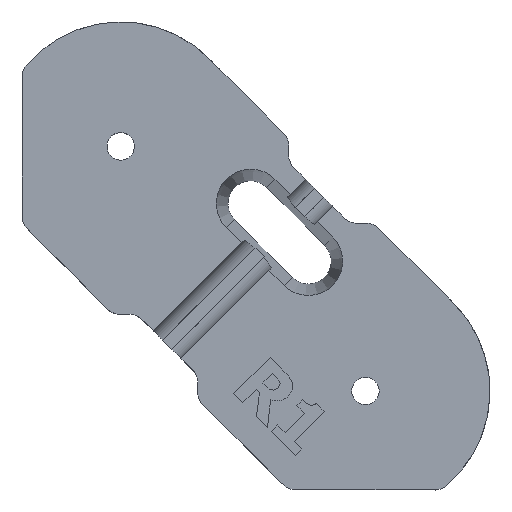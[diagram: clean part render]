
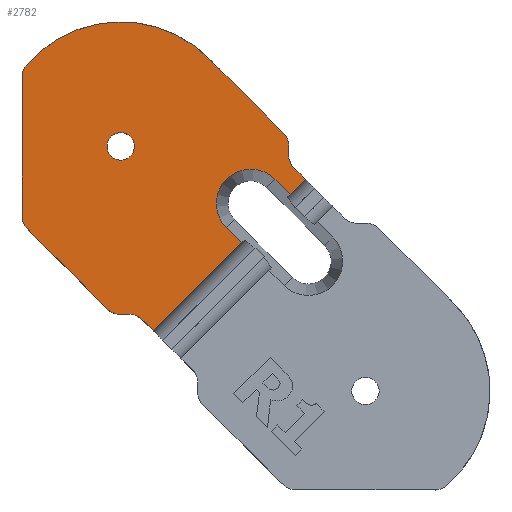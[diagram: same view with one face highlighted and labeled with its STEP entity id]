
A CAD part, top view. The second image highlights one B-rep face of the part: STEP entity #2782.
In plain terms, the highlighted planar face has unit normal (0, 0, 1).
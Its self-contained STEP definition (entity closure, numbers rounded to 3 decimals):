
#67=FACE_BOUND('',#414,.T.);
#89=CIRCLE('',#2977,2.);
#90=CIRCLE('',#2978,2.);
#91=CIRCLE('',#2979,14.5);
#92=CIRCLE('',#2980,2.);
#93=CIRCLE('',#2981,2.);
#94=CIRCLE('',#2982,14.5);
#95=CIRCLE('',#2983,2.);
#96=CIRCLE('',#2984,2.);
#97=CIRCLE('',#2985,4.);
#98=CIRCLE('',#2986,1.6);
#257=FACE_OUTER_BOUND('',#413,.T.);
#413=EDGE_LOOP('',(#1932,#1933,#1934,#1935,#1936,#1937,#1938,#1939,#1940,
#1941,#1942,#1943,#1944,#1945,#1946,#1947,#1948,#1949,#1950,#1951));
#414=EDGE_LOOP('',(#1952));
#576=LINE('',#4071,#852);
#580=LINE('',#4078,#856);
#598=LINE('',#4118,#874);
#625=LINE('',#4219,#901);
#626=LINE('',#4223,#902);
#627=LINE('',#4229,#903);
#628=LINE('',#4235,#904);
#629=LINE('',#4239,#905);
#630=LINE('',#4242,#906);
#631=LINE('',#4244,#907);
#632=LINE('',#4247,#908);
#852=VECTOR('',#3256,10.);
#856=VECTOR('',#3262,10.);
#874=VECTOR('',#3296,10.);
#901=VECTOR('',#3349,10.);
#902=VECTOR('',#3352,10.);
#903=VECTOR('',#3357,10.);
#904=VECTOR('',#3362,10.);
#905=VECTOR('',#3365,10.);
#906=VECTOR('',#3368,10.);
#907=VECTOR('',#3369,10.);
#908=VECTOR('',#3372,10.);
#1128=VERTEX_POINT('',#4068);
#1129=VERTEX_POINT('',#4070);
#1130=VERTEX_POINT('',#4074);
#1131=VERTEX_POINT('',#4076);
#1145=VERTEX_POINT('',#4116);
#1185=VERTEX_POINT('',#4216);
#1186=VERTEX_POINT('',#4218);
#1187=VERTEX_POINT('',#4220);
#1188=VERTEX_POINT('',#4222);
#1189=VERTEX_POINT('',#4224);
#1190=VERTEX_POINT('',#4226);
#1191=VERTEX_POINT('',#4228);
#1192=VERTEX_POINT('',#4230);
#1193=VERTEX_POINT('',#4232);
#1194=VERTEX_POINT('',#4234);
#1195=VERTEX_POINT('',#4236);
#1196=VERTEX_POINT('',#4238);
#1197=VERTEX_POINT('',#4240);
#1198=VERTEX_POINT('',#4243);
#1199=VERTEX_POINT('',#4245);
#1200=VERTEX_POINT('',#4248);
#1416=EDGE_CURVE('',#1129,#1128,#576,.T.);
#1420=EDGE_CURVE('',#1130,#1131,#580,.T.);
#1440=EDGE_CURVE('',#1131,#1145,#598,.T.);
#1482=EDGE_CURVE('',#1185,#1145,#89,.T.);
#1483=EDGE_CURVE('',#1185,#1186,#625,.T.);
#1484=EDGE_CURVE('',#1187,#1186,#90,.T.);
#1485=EDGE_CURVE('',#1187,#1188,#626,.T.);
#1486=EDGE_CURVE('',#1188,#1189,#91,.T.);
#1487=EDGE_CURVE('',#1190,#1189,#92,.T.);
#1488=EDGE_CURVE('',#1190,#1191,#627,.T.);
#1489=EDGE_CURVE('',#1192,#1191,#93,.T.);
#1490=EDGE_CURVE('',#1192,#1193,#94,.T.);
#1491=EDGE_CURVE('',#1193,#1194,#628,.T.);
#1492=EDGE_CURVE('',#1195,#1194,#95,.T.);
#1493=EDGE_CURVE('',#1195,#1196,#629,.T.);
#1494=EDGE_CURVE('',#1197,#1196,#96,.T.);
#1495=EDGE_CURVE('',#1197,#1129,#630,.T.);
#1496=EDGE_CURVE('',#1128,#1198,#631,.T.);
#1497=EDGE_CURVE('',#1198,#1199,#97,.T.);
#1498=EDGE_CURVE('',#1199,#1130,#632,.T.);
#1499=EDGE_CURVE('',#1200,#1200,#98,.T.);
#1932=ORIENTED_EDGE('',*,*,#1420,.T.);
#1933=ORIENTED_EDGE('',*,*,#1440,.T.);
#1934=ORIENTED_EDGE('',*,*,#1482,.F.);
#1935=ORIENTED_EDGE('',*,*,#1483,.T.);
#1936=ORIENTED_EDGE('',*,*,#1484,.F.);
#1937=ORIENTED_EDGE('',*,*,#1485,.T.);
#1938=ORIENTED_EDGE('',*,*,#1486,.T.);
#1939=ORIENTED_EDGE('',*,*,#1487,.F.);
#1940=ORIENTED_EDGE('',*,*,#1488,.T.);
#1941=ORIENTED_EDGE('',*,*,#1489,.F.);
#1942=ORIENTED_EDGE('',*,*,#1490,.T.);
#1943=ORIENTED_EDGE('',*,*,#1491,.T.);
#1944=ORIENTED_EDGE('',*,*,#1492,.F.);
#1945=ORIENTED_EDGE('',*,*,#1493,.T.);
#1946=ORIENTED_EDGE('',*,*,#1494,.F.);
#1947=ORIENTED_EDGE('',*,*,#1495,.T.);
#1948=ORIENTED_EDGE('',*,*,#1416,.T.);
#1949=ORIENTED_EDGE('',*,*,#1496,.T.);
#1950=ORIENTED_EDGE('',*,*,#1497,.T.);
#1951=ORIENTED_EDGE('',*,*,#1498,.T.);
#1952=ORIENTED_EDGE('',*,*,#1499,.T.);
#2688=PLANE('',#2976);
#2782=ADVANCED_FACE('',(#257,#67),#2688,.T.);
#2976=AXIS2_PLACEMENT_3D('',#4215,#3345,#3346);
#2977=AXIS2_PLACEMENT_3D('',#4217,#3347,#3348);
#2978=AXIS2_PLACEMENT_3D('',#4221,#3350,#3351);
#2979=AXIS2_PLACEMENT_3D('',#4225,#3353,#3354);
#2980=AXIS2_PLACEMENT_3D('',#4227,#3355,#3356);
#2981=AXIS2_PLACEMENT_3D('',#4231,#3358,#3359);
#2982=AXIS2_PLACEMENT_3D('',#4233,#3360,#3361);
#2983=AXIS2_PLACEMENT_3D('',#4237,#3363,#3364);
#2984=AXIS2_PLACEMENT_3D('',#4241,#3366,#3367);
#2985=AXIS2_PLACEMENT_3D('',#4246,#3370,#3371);
#2986=AXIS2_PLACEMENT_3D('',#4249,#3373,#3374);
#3256=DIRECTION('',(0.707,0.707,0.));
#3262=DIRECTION('',(0.707,0.707,0.));
#3296=DIRECTION('',(-0.707,0.707,0.));
#3345=DIRECTION('center_axis',(0.,0.,1.));
#3346=DIRECTION('ref_axis',(1.,0.,0.));
#3347=DIRECTION('center_axis',(0.,0.,1.));
#3348=DIRECTION('ref_axis',(-0.924,-0.383,0.));
#3349=DIRECTION('',(0.,1.,0.));
#3350=DIRECTION('center_axis',(0.,0.,-1.));
#3351=DIRECTION('ref_axis',(0.924,0.383,0.));
#3352=DIRECTION('',(-0.707,0.707,0.));
#3353=DIRECTION('center_axis',(0.,0.,
1.));
#3354=DIRECTION('ref_axis',(0.793,0.609,0.));
#3355=DIRECTION('center_axis',(0.,0.,-1.));
#3356=DIRECTION('ref_axis',(-0.938,0.346,0.));
#3357=DIRECTION('',(0.,-1.,0.));
#3358=DIRECTION('center_axis',(0.,0.,-1.));
#3359=DIRECTION('ref_axis',(-0.938,-0.346,0.));
#3360=DIRECTION('center_axis',(0.,0.,
1.));
#3361=DIRECTION('ref_axis',(-0.793,-0.609,0.));
#3362=DIRECTION('',(0.707,-0.707,0.));
#3363=DIRECTION('center_axis',(0.,0.,-1.));
#3364=DIRECTION('ref_axis',(-0.383,-0.924,0.));
#3365=DIRECTION('',(1.,0.,0.));
#3366=DIRECTION('center_axis',(0.,0.,1.));
#3367=DIRECTION('ref_axis',(0.383,0.924,0.));
#3368=DIRECTION('',(0.707,-0.707,0.));
#3369=DIRECTION('',(-0.707,0.707,0.));
#3370=DIRECTION('center_axis',(0.,0.,-1.));
#3371=DIRECTION('ref_axis',(0.707,0.707,0.));
#3372=DIRECTION('',(0.707,-0.707,0.));
#3373=DIRECTION('center_axis',(0.,0.,
-1.));
#3374=DIRECTION('ref_axis',(-1.,0.,0.));
#4068=CARTESIAN_POINT('',(-524.71,3.005,11.));
#4070=CARTESIAN_POINT('',(-534.963,-7.248,11.));
#4071=CARTESIAN_POINT('',(-520.955,6.76,11.));
#4074=CARTESIAN_POINT('',(-519.053,8.662,11.));
#4076=CARTESIAN_POINT('',(-517.285,10.43,11.));
#4078=CARTESIAN_POINT('',(-520.955,6.76,11.));
#4116=CARTESIAN_POINT('',(-518.644,11.789,11.));
#4118=CARTESIAN_POINT('',(-517.462,10.607,11.));
#4215=CARTESIAN_POINT('Origin',(-523.033,1.5,11.));
#4216=CARTESIAN_POINT('',(-519.23,13.203,11.));
#4217=CARTESIAN_POINT('Origin',(-517.23,13.203,11.));
#4218=CARTESIAN_POINT('',(-519.23,14.374,11.));
#4219=CARTESIAN_POINT('',(-519.23,8.351,11.));
#4220=CARTESIAN_POINT('',(-519.816,15.789,11.));
#4221=CARTESIAN_POINT('Origin',(-521.23,14.374,11.));
#4222=CARTESIAN_POINT('',(-528.53,24.503,11.));
#4223=CARTESIAN_POINT('',(-500.03,-3.997,11.));
#4224=CARTESIAN_POINT('',(-549.803,23.674,11.));
#4225=CARTESIAN_POINT('Origin',(-538.783,14.25,11.));
#4226=CARTESIAN_POINT('',(-550.283,22.374,11.));
#4227=CARTESIAN_POINT('Origin',(-548.283,22.374,11.));
#4228=CARTESIAN_POINT('',(-550.283,6.126,11.));
#4229=CARTESIAN_POINT('',(-550.283,23.082,11.));
#4230=CARTESIAN_POINT('',(-549.803,4.826,11.));
#4231=CARTESIAN_POINT('Origin',(-548.283,6.126,11.));
#4232=CARTESIAN_POINT('',(-549.036,3.997,11.));
#4233=CARTESIAN_POINT('Origin',(-538.783,14.25,11.));
#4234=CARTESIAN_POINT('',(-540.322,-4.718,11.));
#4235=CARTESIAN_POINT('',(-549.036,3.997,11.));
#4236=CARTESIAN_POINT('',(-538.908,-5.303,11.));
#4237=CARTESIAN_POINT('Origin',(-538.908,-3.303,11.));
#4238=CARTESIAN_POINT('',(-537.736,-5.303,11.));
#4239=CARTESIAN_POINT('',(-529.97,-5.303,11.));
#4240=CARTESIAN_POINT('',(-536.322,-5.889,11.));
#4241=CARTESIAN_POINT('Origin',(-537.736,-7.303,11.));
#4242=CARTESIAN_POINT('',(-531.604,-10.607,11.));
#4243=CARTESIAN_POINT('',(-526.478,4.773,11.));
#4244=CARTESIAN_POINT('',(-521.44,-0.265,11.));
#4245=CARTESIAN_POINT('',(-520.821,10.43,11.));
#4246=CARTESIAN_POINT('Origin',(-523.649,7.601,11.));
#4247=CARTESIAN_POINT('',(-519.142,8.75,11.));
#4248=CARTESIAN_POINT('',(-537.183,14.25,11.));
#4249=CARTESIAN_POINT('Origin',(-538.783,14.25,11.));
